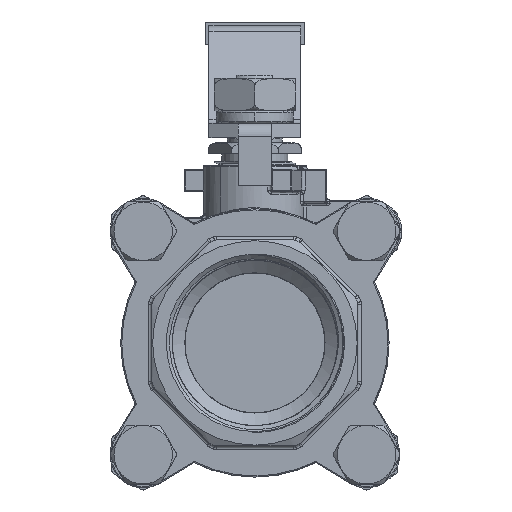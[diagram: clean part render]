
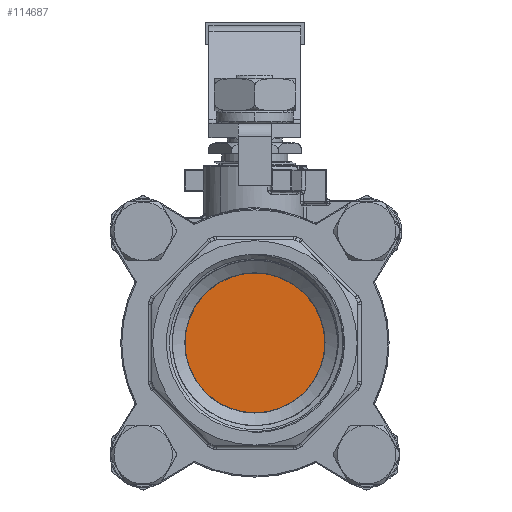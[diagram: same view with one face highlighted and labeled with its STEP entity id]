
A CAD part, front view. The second image highlights one B-rep face of the part: STEP entity #114687.
In plain terms, the highlighted planar face has unit normal (0, -1, 0).
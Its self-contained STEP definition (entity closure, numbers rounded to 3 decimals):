
#114493=CARTESIAN_POINT('',(-0.,-26.7,19.));
#114494=VERTEX_POINT('',#114493);
#114503=CARTESIAN_POINT('',(19.,-26.7,0.));
#114504=VERTEX_POINT('',#114503);
#114505=CARTESIAN_POINT('',(0.,-26.7,0.));
#114506=DIRECTION('',(0.,1.,0.));
#114507=DIRECTION('',(0.,-0.,1.));
#114508=AXIS2_PLACEMENT_3D('',#114505,#114506,#114507);
#114509=CIRCLE('',#114508,19.);
#114510=EDGE_CURVE('',#114494,#114504,#114509,.T.);
#114512=CARTESIAN_POINT('',(0.,-26.7,-19.));
#114513=VERTEX_POINT('',#114512);
#114514=CARTESIAN_POINT('',(0.,-26.7,0.));
#114515=DIRECTION('',(0.,1.,0.));
#114516=DIRECTION('',(0.,-0.,1.));
#114517=AXIS2_PLACEMENT_3D('',#114514,#114515,#114516);
#114518=CIRCLE('',#114517,19.);
#114519=EDGE_CURVE('',#114504,#114513,#114518,.T.);
#114521=CARTESIAN_POINT('',(-19.,-26.7,-0.));
#114522=VERTEX_POINT('',#114521);
#114523=CARTESIAN_POINT('',(0.,-26.7,0.));
#114524=DIRECTION('',(0.,1.,0.));
#114525=DIRECTION('',(0.,-0.,1.));
#114526=AXIS2_PLACEMENT_3D('',#114523,#114524,#114525);
#114527=CIRCLE('',#114526,19.);
#114528=EDGE_CURVE('',#114513,#114522,#114527,.T.);
#114530=CARTESIAN_POINT('',(0.,-26.7,0.));
#114531=DIRECTION('',(0.,1.,0.));
#114532=DIRECTION('',(0.,-0.,1.));
#114533=AXIS2_PLACEMENT_3D('',#114530,#114531,#114532);
#114534=CIRCLE('',#114533,19.);
#114535=EDGE_CURVE('',#114522,#114494,#114534,.T.);
#114676=CARTESIAN_POINT('',(19.,-26.7,0.));
#114677=DIRECTION('',(0.,1.,0.));
#114678=DIRECTION('',(0.,0.,1.));
#114679=AXIS2_PLACEMENT_3D('',#114676,#114677,#114678);
#114680=PLANE('',#114679);
#114681=ORIENTED_EDGE('',*,*,#114510,.F.);
#114682=ORIENTED_EDGE('',*,*,#114535,.F.);
#114683=ORIENTED_EDGE('',*,*,#114528,.F.);
#114684=ORIENTED_EDGE('',*,*,#114519,.F.);
#114685=EDGE_LOOP('',(#114681,#114682,#114683,#114684));
#114686=FACE_BOUND('',#114685,.T.);
#114687=ADVANCED_FACE('',(#114686),#114680,.F.);
